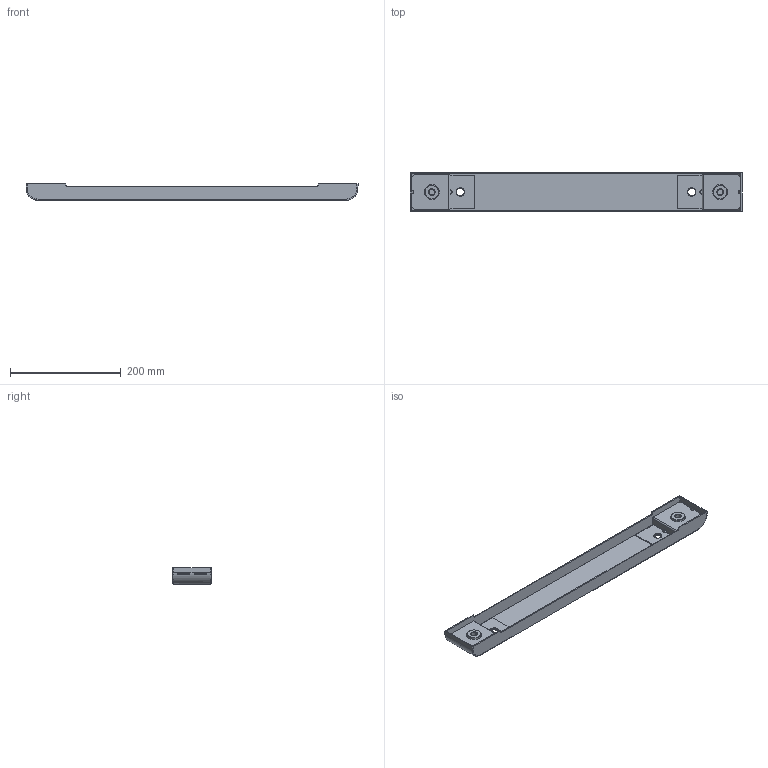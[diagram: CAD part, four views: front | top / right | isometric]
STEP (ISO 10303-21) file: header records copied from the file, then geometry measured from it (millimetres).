
FILE_DESCRIPTION (( 'STEP AP203' ), '1' );
FILE_NAME ('R5A47.step', '2011-03-17T12:38:22', ( 'User' ), ( 'DKC' ), 'SwSTEP 2.0', 'SolidWorks 2011', '' );
FILE_SCHEMA (( 'CONFIG_CONTROL_DESIGN' ));
Length unit declared in the file: millimetre
Products named in the file (4): AC00C562_AC00C563 question; AC00C566; AC00C525; R5A47
Assembly tree (5 placements, depth 2):
  R5A47
    AC00C566  x2
    AC00C525  x2
    AC00C562_AC00C563 question
Bounding box: 600 x 70.2 x 30 mm (x, y, z)
Volume: 188816.3 mm3; surface area: 185391.3 mm2
Topology: 5 solids, 5 shells, 176 faces, 412 edges, 244 vertices
Faces by surface type: plane 94, cylinder 62, cone 12, bspline 8
Entity records: 4360 total; most frequent: CARTESIAN_POINT 1139, ORIENTED_EDGE 572, DIRECTION 564, EDGE_CURVE 286, AXIS2_PLACEMENT_3D 189, VECTOR 186, LINE 186, VERTEX_POINT 170
